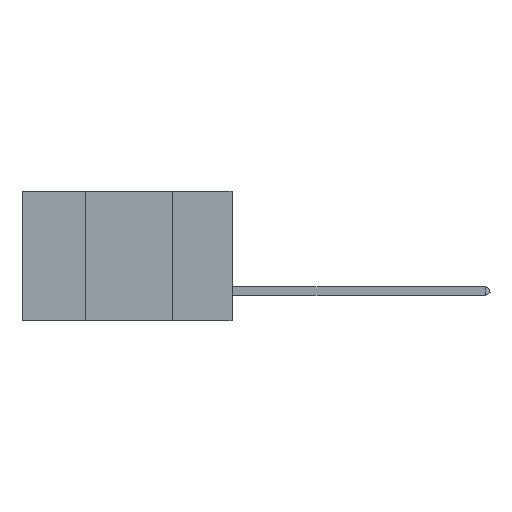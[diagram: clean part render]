
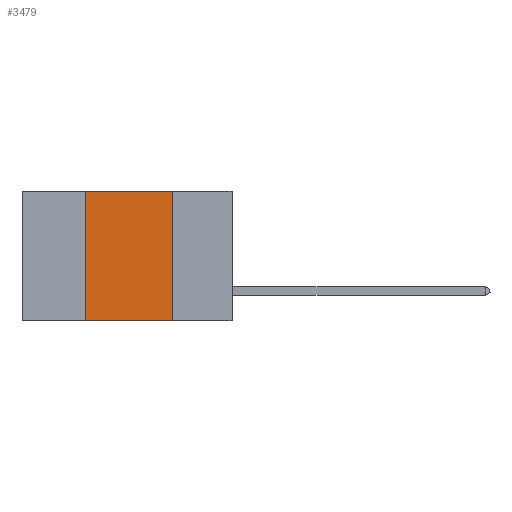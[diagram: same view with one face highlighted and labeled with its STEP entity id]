
A CAD part, left-side view. The second image highlights one B-rep face of the part: STEP entity #3479.
In plain terms, the highlighted planar face has unit normal (-1, 0, 0).
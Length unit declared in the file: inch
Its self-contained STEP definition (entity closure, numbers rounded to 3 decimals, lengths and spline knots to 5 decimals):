
#1474 = CARTESIAN_POINT ( 'NONE',  ( 0., 0.17, 0. ) ) ;
#1476 = DIRECTION ( 'NONE',  ( 1., 0., 0. ) ) ;
#1766 = VECTOR ( 'NONE', #12044, 39.37008 ) ;
#2541 = LINE ( 'NONE', #14058, #19700 ) ;
#2685 = DIRECTION ( 'NONE',  ( 0., -1., 0. ) ) ;
#3143 = VERTEX_POINT ( 'NONE', #1474 ) ;
#3324 = ORIENTED_EDGE ( 'NONE', *, *, #12653, .F. ) ;
#3479 = ADVANCED_FACE ( 'NONE', ( #9298 ), #8125, .F. ) ;
#3819 = DIRECTION ( 'NONE',  ( 0., 0., 1. ) ) ;
#3918 = CARTESIAN_POINT ( 'NONE',  ( 0., 0.6, -0.37 ) ) ;
#3970 = VERTEX_POINT ( 'NONE', #19328 ) ;
#4073 = LINE ( 'NONE', #20356, #1766 ) ;
#4259 = VECTOR ( 'NONE', #2685, 39.37008 ) ;
#4380 = ORIENTED_EDGE ( 'NONE', *, *, #10006, .F. ) ;
#4990 = ORIENTED_EDGE ( 'NONE', *, *, #12955, .F. ) ;
#6410 = DIRECTION ( 'NONE',  ( 0., 0., -1. ) ) ;
#6782 = CARTESIAN_POINT ( 'NONE',  ( 0., 0.42, 0. ) ) ;
#7105 = VECTOR ( 'NONE', #3819, 39.37008 ) ;
#7415 = DIRECTION ( 'NONE',  ( 0., 0., -1. ) ) ;
#8110 = VERTEX_POINT ( 'NONE', #17765 ) ;
#8125 = PLANE ( 'NONE',  #18354 ) ;
#8441 = CARTESIAN_POINT ( 'NONE',  ( 0., 0.17, -0.37 ) ) ;
#9298 = FACE_OUTER_BOUND ( 'NONE', #12075, .T. ) ;
#9635 = CARTESIAN_POINT ( 'NONE',  ( 0., 0.6, 0. ) ) ;
#10006 = EDGE_CURVE ( 'NONE', #8110, #3970, #11433, .T. ) ;
#11433 = LINE ( 'NONE', #6782, #7105 ) ;
#12044 = DIRECTION ( 'NONE',  ( 0., -1., 0. ) ) ;
#12075 = EDGE_LOOP ( 'NONE', ( #4990, #3324, #4380, #13987 ) ) ;
#12485 = LINE ( 'NONE', #3918, #4259 ) ;
#12653 = EDGE_CURVE ( 'NONE', #3970, #3143, #4073, .T. ) ;
#12955 = EDGE_CURVE ( 'NONE', #3143, #18581, #2541, .T. ) ;
#13987 = ORIENTED_EDGE ( 'NONE', *, *, #14267, .T. ) ;
#14058 = CARTESIAN_POINT ( 'NONE',  ( 0., 0.17, 0. ) ) ;
#14267 = EDGE_CURVE ( 'NONE', #8110, #18581, #12485, .T. ) ;
#17765 = CARTESIAN_POINT ( 'NONE',  ( 0., 0.42, -0.37 ) ) ;
#18354 = AXIS2_PLACEMENT_3D ( 'NONE', #9635, #1476, #6410 ) ;
#18581 = VERTEX_POINT ( 'NONE', #8441 ) ;
#19328 = CARTESIAN_POINT ( 'NONE',  ( 0., 0.42, 0. ) ) ;
#19700 = VECTOR ( 'NONE', #7415, 39.37008 ) ;
#20356 = CARTESIAN_POINT ( 'NONE',  ( 0., 0.6, 0. ) ) ;
